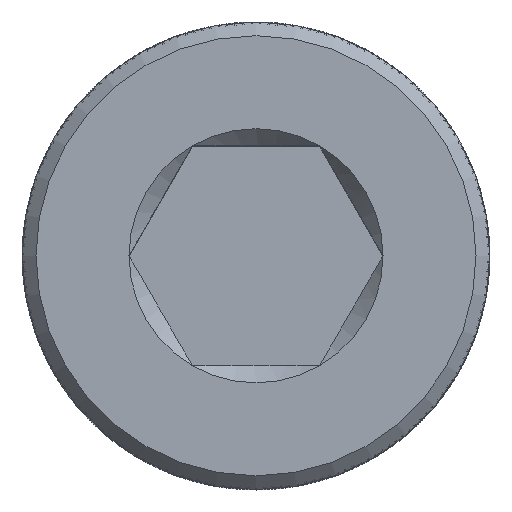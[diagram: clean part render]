
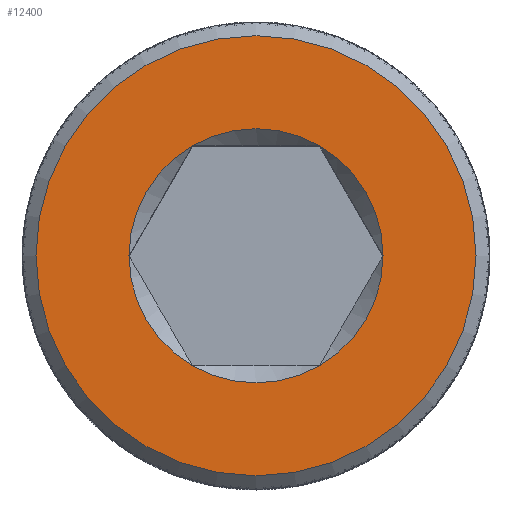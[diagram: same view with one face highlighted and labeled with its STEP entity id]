
A CAD part, top view. The second image highlights one B-rep face of the part: STEP entity #12400.
In plain terms, the highlighted planar face has unit normal (0, 0, 1).
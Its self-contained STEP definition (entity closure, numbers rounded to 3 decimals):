
#25=PLANE('',#13562);
#902=FACE_BOUND('',#2001,.T.);
#1047=FACE_OUTER_BOUND('',#2000,.T.);
#2000=EDGE_LOOP('',(#9694));
#2001=EDGE_LOOP('',(#9695,#9696,#9697,#9698,#9699,#9700));
#2717=CIRCLE('',#13188,4.);
#3070=CIRCLE('',#13550,2.309);
#3071=CIRCLE('',#13552,2.309);
#3072=CIRCLE('',#13554,2.309);
#3073=CIRCLE('',#13556,2.309);
#3074=CIRCLE('',#13558,2.309);
#3075=CIRCLE('',#13560,2.309);
#5849=VERTEX_POINT('',#21004);
#6553=VERTEX_POINT('',#22416);
#6554=VERTEX_POINT('',#22418);
#6556=VERTEX_POINT('',#22426);
#6558=VERTEX_POINT('',#22434);
#6560=VERTEX_POINT('',#22442);
#6562=VERTEX_POINT('',#22450);
#7094=EDGE_CURVE('',#5849,#5849,#2717,.T.);
#7817=EDGE_CURVE('',#6553,#6554,#3070,.T.);
#7818=EDGE_CURVE('',#6554,#6556,#3071,.T.);
#7819=EDGE_CURVE('',#6556,#6558,#3072,.T.);
#7820=EDGE_CURVE('',#6558,#6560,#3073,.T.);
#7821=EDGE_CURVE('',#6560,#6562,#3074,.T.);
#7822=EDGE_CURVE('',#6562,#6553,#3075,.T.);
#9694=ORIENTED_EDGE('',*,*,#7094,.F.);
#9695=ORIENTED_EDGE('',*,*,#7822,.F.);
#9696=ORIENTED_EDGE('',*,*,#7821,.F.);
#9697=ORIENTED_EDGE('',*,*,#7820,.F.);
#9698=ORIENTED_EDGE('',*,*,#7819,.F.);
#9699=ORIENTED_EDGE('',*,*,#7818,.F.);
#9700=ORIENTED_EDGE('',*,*,#7817,.F.);
#12400=ADVANCED_FACE('',(#1047,#902),#25,.T.);
#13188=AXIS2_PLACEMENT_3D('',#21006,#14462,#14463);
#13550=AXIS2_PLACEMENT_3D('',#22464,#15550,#15551);
#13552=AXIS2_PLACEMENT_3D('',#22466,#15554,#15555);
#13554=AXIS2_PLACEMENT_3D('',#22468,#15558,#15559);
#13556=AXIS2_PLACEMENT_3D('',#22470,#15562,#15563);
#13558=AXIS2_PLACEMENT_3D('',#22472,#15566,#15567);
#13560=AXIS2_PLACEMENT_3D('',#22474,#15570,#15571);
#13562=AXIS2_PLACEMENT_3D('',#22476,#15574,#15575);
#14462=DIRECTION('center_axis',(0.,0.,-1.));
#14463=DIRECTION('ref_axis',(-1.,0.,0.));
#15550=DIRECTION('center_axis',(0.,0.,1.));
#15551=DIRECTION('ref_axis',(1.,0.,0.));
#15554=DIRECTION('center_axis',(0.,0.,1.));
#15555=DIRECTION('ref_axis',(1.,0.,0.));
#15558=DIRECTION('center_axis',(0.,0.,1.));
#15559=DIRECTION('ref_axis',(1.,0.,0.));
#15562=DIRECTION('center_axis',(0.,0.,1.));
#15563=DIRECTION('ref_axis',(1.,0.,0.));
#15566=DIRECTION('center_axis',(0.,0.,1.));
#15567=DIRECTION('ref_axis',(1.,0.,0.));
#15570=DIRECTION('center_axis',(0.,0.,1.));
#15571=DIRECTION('ref_axis',(1.,0.,0.));
#15574=DIRECTION('center_axis',(0.,0.,1.));
#15575=DIRECTION('ref_axis',(1.,0.,0.));
#21004=CARTESIAN_POINT('',(4.,0.,20.));
#21006=CARTESIAN_POINT('Origin',(0.,0.,20.));
#22416=CARTESIAN_POINT('',(1.155,2.,20.));
#22418=CARTESIAN_POINT('',(-1.155,2.,20.));
#22426=CARTESIAN_POINT('',(-2.309,0.,20.));
#22434=CARTESIAN_POINT('',(-1.155,-2.,20.));
#22442=CARTESIAN_POINT('',(1.155,-2.,20.));
#22450=CARTESIAN_POINT('',(2.309,0.,20.));
#22464=CARTESIAN_POINT('Origin',(0.,0.,20.));
#22466=CARTESIAN_POINT('Origin',(0.,0.,20.));
#22468=CARTESIAN_POINT('Origin',(0.,0.,20.));
#22470=CARTESIAN_POINT('Origin',(0.,0.,20.));
#22472=CARTESIAN_POINT('Origin',(0.,0.,20.));
#22474=CARTESIAN_POINT('Origin',(0.,0.,20.));
#22476=CARTESIAN_POINT('Origin',(0.,0.,20.));
